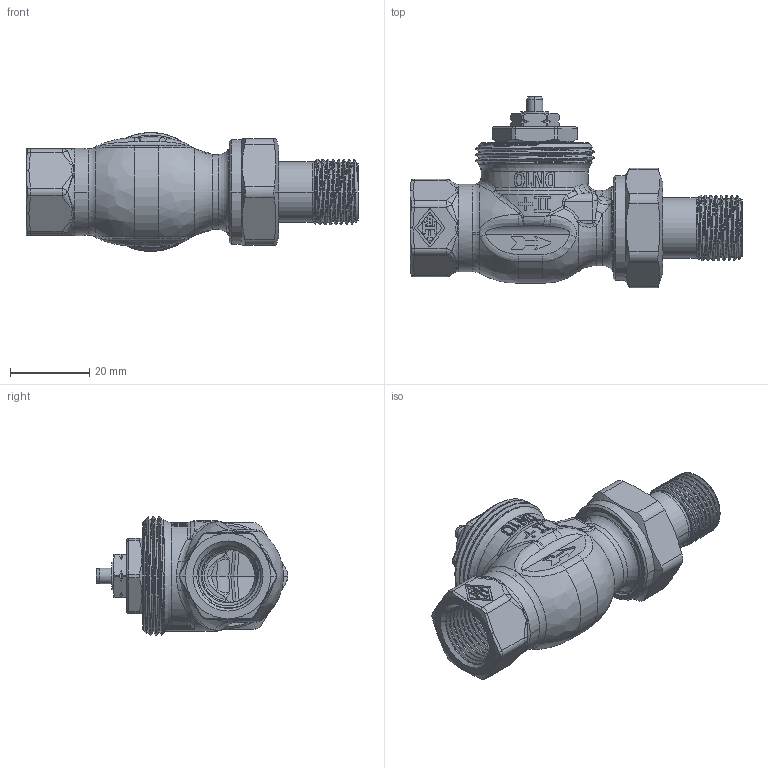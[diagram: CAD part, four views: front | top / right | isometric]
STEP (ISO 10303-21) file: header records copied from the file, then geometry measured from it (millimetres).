
FILE_DESCRIPTION((''),'2;1');
FILE_NAME('2202-01-000-GEWINDE-O_SW0001','2015-08-05T',('marann'),(''),'PRO/ENGINEER BY PARAMETRIC TECHNOLOGY CORPORATION, 2011490','PRO/ENGINEER BY PARAMETRIC TECHNOLOGY CORPORATION, 2011490','');
FILE_SCHEMA(('CONFIG_CONTROL_DESIGN'));
Products named in the file (1): 2202-01-000-GEWINDE-O_SW0001
Bounding box: 83.8 x 48.42 x 29.97 mm (x, y, z)
Volume: 24846 mm3; surface area: 19320.7 mm2
Topology: 1 solids, 2 shells, 1059 faces, 2617 edges, 1594 vertices
Faces by surface type: cylinder 295, plane 266, bspline 262, cone 130, torus 88, sphere 18
Entity records: 60974 total; most frequent: CARTESIAN_POINT 38221, ORIENTED_EDGE 5216, DIRECTION 4084, EDGE_CURVE 2608, AXIS2_PLACEMENT_3D 1614, VERTEX_POINT 1594, EDGE_LOOP 1106, FACE_OUTER_BOUND 1059
